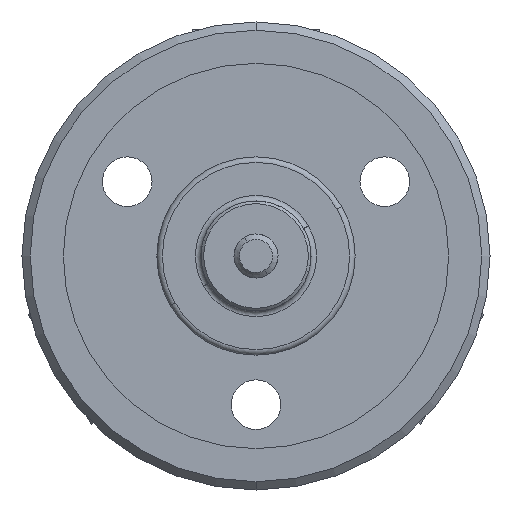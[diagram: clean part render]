
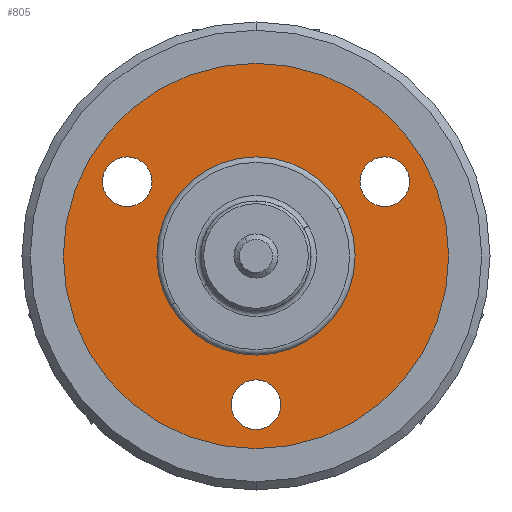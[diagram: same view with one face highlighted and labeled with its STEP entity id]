
A CAD part, front view. The second image highlights one B-rep face of the part: STEP entity #805.
In plain terms, the highlighted planar face has unit normal (0, -1, 0).
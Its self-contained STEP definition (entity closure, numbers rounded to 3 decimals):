
#380 = EDGE_CURVE ( 'NONE', #458, #392, #1775, .T. ) ;
#387 = VERTEX_POINT ( 'NONE', #1659 ) ;
#392 = VERTEX_POINT ( 'NONE', #1658 ) ;
#417 = VERTEX_POINT ( 'NONE', #1690 ) ;
#423 = EDGE_CURVE ( 'NONE', #522, #772, #1778, .T. ) ;
#433 = VERTEX_POINT ( 'NONE', #1935 ) ;
#458 = VERTEX_POINT ( 'NONE', #1908 ) ;
#497 = EDGE_CURVE ( 'NONE', #387, #433, #1853, .T. ) ;
#517 = VERTEX_POINT ( 'NONE', #1955 ) ;
#518 = VERTEX_POINT ( 'NONE', #1943 ) ;
#519 = VERTEX_POINT ( 'NONE', #1947 ) ;
#522 = VERTEX_POINT ( 'NONE', #2125 ) ;
#567 = ORIENTED_EDGE ( 'NONE', *, *, #760, .T. ) ;
#576 = EDGE_LOOP ( 'NONE', ( #582, #567 ) ) ;
#577 = EDGE_CURVE ( 'NONE', #518, #517, #2035, .T. ) ;
#578 = EDGE_CURVE ( 'NONE', #772, #522, #2140, .T. ) ;
#579 = ORIENTED_EDGE ( 'NONE', *, *, #584, .F. ) ;
#580 = ORIENTED_EDGE ( 'NONE', *, *, #771, .T. ) ;
#582 = ORIENTED_EDGE ( 'NONE', *, *, #753, .T. ) ;
#583 = ORIENTED_EDGE ( 'NONE', *, *, #423, .F. ) ;
#584 = EDGE_CURVE ( 'NONE', #433, #387, #2030, .T. ) ;
#641 = ORIENTED_EDGE ( 'NONE', *, *, #755, .F. ) ;
#642 = EDGE_LOOP ( 'NONE', ( #754, #641 ) ) ;
#707 = EDGE_LOOP ( 'NONE', ( #710, #580 ) ) ;
#708 = EDGE_LOOP ( 'NONE', ( #583, #711 ) ) ;
#709 = ORIENTED_EDGE ( 'NONE', *, *, #497, .F. ) ;
#710 = ORIENTED_EDGE ( 'NONE', *, *, #577, .T. ) ;
#711 = ORIENTED_EDGE ( 'NONE', *, *, #578, .F. ) ;
#753 = EDGE_CURVE ( 'NONE', #417, #519, #2312, .T. ) ;
#754 = ORIENTED_EDGE ( 'NONE', *, *, #380, .F. ) ;
#755 = EDGE_CURVE ( 'NONE', #392, #458, #2362, .T. ) ;
#760 = EDGE_CURVE ( 'NONE', #519, #417, #2315, .T. ) ;
#771 = EDGE_CURVE ( 'NONE', #517, #518, #2454, .T. ) ;
#772 = VERTEX_POINT ( 'NONE', #2318 ) ;
#805 = ADVANCED_FACE ( 'NONE', ( #2429, #2434, #2413, #2400, #2401 ), #2393, .T. ) ;
#1023 = EDGE_LOOP ( 'NONE', ( #709, #579 ) ) ;
#1637 = DIRECTION ( 'NONE',  ( 0., 0., -1. ) ) ;
#1658 = CARTESIAN_POINT ( 'NONE',  ( -23.383, 3., 9. ) ) ;
#1659 = CARTESIAN_POINT ( 'NONE',  ( 23.383, 3., 18. ) ) ;
#1664 = AXIS2_PLACEMENT_3D ( 'NONE', #1755, #1756, #1637 ) ;
#1681 = DIRECTION ( 'NONE',  ( 0., 0., -1. ) ) ;
#1682 = DIRECTION ( 'NONE',  ( 0., -1., 0. ) ) ;
#1683 = AXIS2_PLACEMENT_3D ( 'NONE', #1784, #1682, #1681 ) ;
#1690 = CARTESIAN_POINT ( 'NONE',  ( 0., 3., -35. ) ) ;
#1755 = CARTESIAN_POINT ( 'NONE',  ( -23.383, 3., 13.5 ) ) ;
#1756 = DIRECTION ( 'NONE',  ( 0., -1., 0. ) ) ;
#1775 = CIRCLE ( 'NONE', #1664, 4.5 ) ;
#1778 = CIRCLE ( 'NONE', #1683, 4.5 ) ;
#1784 = CARTESIAN_POINT ( 'NONE',  ( 0., 3., -27. ) ) ;
#1853 = CIRCLE ( 'NONE', #1892, 4.5 ) ;
#1889 = DIRECTION ( 'NONE',  ( 0., 0., -1. ) ) ;
#1890 = DIRECTION ( 'NONE',  ( 0., -1., 0. ) ) ;
#1891 = CARTESIAN_POINT ( 'NONE',  ( 23.383, 3., 13.5 ) ) ;
#1892 = AXIS2_PLACEMENT_3D ( 'NONE', #1891, #1890, #1889 ) ;
#1908 = CARTESIAN_POINT ( 'NONE',  ( -23.383, 3., 18. ) ) ;
#1935 = CARTESIAN_POINT ( 'NONE',  ( 23.383, 3., 9. ) ) ;
#1943 = CARTESIAN_POINT ( 'NONE',  ( 0., 3., 18. ) ) ;
#1947 = CARTESIAN_POINT ( 'NONE',  ( 0., 3., 35. ) ) ;
#1955 = CARTESIAN_POINT ( 'NONE',  ( 0., 3., -18. ) ) ;
#2011 = CARTESIAN_POINT ( 'NONE',  ( 0., 3., 0. ) ) ;
#2012 = CARTESIAN_POINT ( 'NONE',  ( 23.383, 3., 13.5 ) ) ;
#2017 = DIRECTION ( 'NONE',  ( 0., 0., -1. ) ) ;
#2018 = DIRECTION ( 'NONE',  ( 0., -1., 0. ) ) ;
#2019 = AXIS2_PLACEMENT_3D ( 'NONE', #2012, #2018, #2017 ) ;
#2024 = DIRECTION ( 'NONE',  ( 0., 0., -1. ) ) ;
#2025 = DIRECTION ( 'NONE',  ( 0., -1., 0. ) ) ;
#2030 = CIRCLE ( 'NONE', #2019, 4.5 ) ;
#2031 = AXIS2_PLACEMENT_3D ( 'NONE', #2036, #2025, #2024 ) ;
#2032 = DIRECTION ( 'NONE',  ( 0., 0., -1. ) ) ;
#2033 = DIRECTION ( 'NONE',  ( 0., 1., 0. ) ) ;
#2034 = AXIS2_PLACEMENT_3D ( 'NONE', #2011, #2033, #2032 ) ;
#2035 = CIRCLE ( 'NONE', #2034, 18. ) ;
#2036 = CARTESIAN_POINT ( 'NONE',  ( 0., 3., -27. ) ) ;
#2125 = CARTESIAN_POINT ( 'NONE',  ( 0., 3., -22.5 ) ) ;
#2140 = CIRCLE ( 'NONE', #2031, 4.5 ) ;
#2306 = DIRECTION ( 'NONE',  ( 0., 0., -1. ) ) ;
#2307 = DIRECTION ( 'NONE',  ( 0., 1., 0. ) ) ;
#2312 = CIRCLE ( 'NONE', #2354, 35. ) ;
#2315 = CIRCLE ( 'NONE', #2336, 35. ) ;
#2317 = AXIS2_PLACEMENT_3D ( 'NONE', #2321, #2307, #2306 ) ;
#2318 = CARTESIAN_POINT ( 'NONE',  ( 0., 3., -31.5 ) ) ;
#2319 = DIRECTION ( 'NONE',  ( 0., 0., -1. ) ) ;
#2320 = DIRECTION ( 'NONE',  ( 0., -1., 0. ) ) ;
#2321 = CARTESIAN_POINT ( 'NONE',  ( 0., 3., 0. ) ) ;
#2333 = DIRECTION ( 'NONE',  ( 0., 0., -1. ) ) ;
#2334 = DIRECTION ( 'NONE',  ( 0., -1., 0. ) ) ;
#2335 = AXIS2_PLACEMENT_3D ( 'NONE', #2357, #2334, #2333 ) ;
#2336 = AXIS2_PLACEMENT_3D ( 'NONE', #2365, #2320, #2319 ) ;
#2353 = DIRECTION ( 'NONE',  ( 0., 0., -1. ) ) ;
#2354 = AXIS2_PLACEMENT_3D ( 'NONE', #2356, #2361, #2353 ) ;
#2356 = CARTESIAN_POINT ( 'NONE',  ( 0., 3., 0. ) ) ;
#2357 = CARTESIAN_POINT ( 'NONE',  ( -23.383, 3., 13.5 ) ) ;
#2361 = DIRECTION ( 'NONE',  ( 0., -1., 0. ) ) ;
#2362 = CIRCLE ( 'NONE', #2335, 4.5 ) ;
#2365 = CARTESIAN_POINT ( 'NONE',  ( 0., 3., 0. ) ) ;
#2388 = DIRECTION ( 'NONE',  ( 0., 0., -1. ) ) ;
#2389 = DIRECTION ( 'NONE',  ( 0., -1., 0. ) ) ;
#2393 = PLANE ( 'NONE',  #2397 ) ;
#2396 = CARTESIAN_POINT ( 'NONE',  ( 0., 3., 0. ) ) ;
#2397 = AXIS2_PLACEMENT_3D ( 'NONE', #2396, #2389, #2388 ) ;
#2400 = FACE_BOUND ( 'NONE', #707, .T. ) ;
#2401 = FACE_OUTER_BOUND ( 'NONE', #576, .T. ) ;
#2413 = FACE_BOUND ( 'NONE', #708, .T. ) ;
#2429 = FACE_BOUND ( 'NONE', #642, .T. ) ;
#2434 = FACE_BOUND ( 'NONE', #1023, .T. ) ;
#2454 = CIRCLE ( 'NONE', #2317, 18. ) ;
